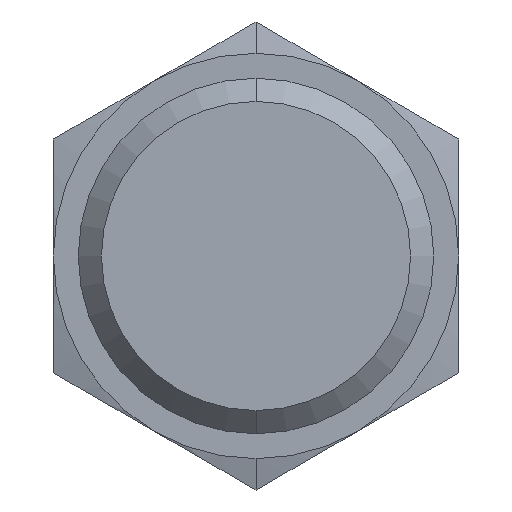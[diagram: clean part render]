
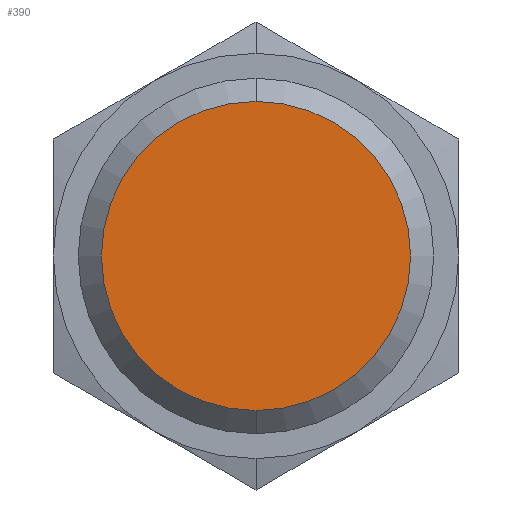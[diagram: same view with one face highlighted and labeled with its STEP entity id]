
A CAD part, front view. The second image highlights one B-rep face of the part: STEP entity #390.
In plain terms, the highlighted planar face has unit normal (0, -1, 0).
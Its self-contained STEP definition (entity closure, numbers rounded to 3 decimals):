
#302=CARTESIAN_POINT('',(-0.,0.,-5.723));
#303=VERTEX_POINT('',#302);
#310=CARTESIAN_POINT('',(0.,0.,5.723));
#311=VERTEX_POINT('',#310);
#312=CARTESIAN_POINT('',(0.,0.,0.));
#313=DIRECTION('',(-0.,-1.,-0.));
#314=DIRECTION('',(0.,-0.,1.));
#315=AXIS2_PLACEMENT_3D('',#312,#313,#314);
#316=CIRCLE('',#315,5.723);
#317=EDGE_CURVE('',#311,#303,#316,.T.);
#375=CARTESIAN_POINT('',(5.723,-0.,0.));
#376=DIRECTION('',(0.,1.,0.));
#377=DIRECTION('',(0.,0.,1.));
#378=AXIS2_PLACEMENT_3D('',#375,#376,#377);
#379=PLANE('',#378);
#380=CARTESIAN_POINT('',(0.,0.,0.));
#381=DIRECTION('',(-0.,-1.,-0.));
#382=DIRECTION('',(0.,-0.,1.));
#383=AXIS2_PLACEMENT_3D('',#380,#381,#382);
#384=CIRCLE('',#383,5.723);
#385=EDGE_CURVE('',#303,#311,#384,.T.);
#386=ORIENTED_EDGE('',*,*,#385,.T.);
#387=ORIENTED_EDGE('',*,*,#317,.T.);
#388=EDGE_LOOP('',(#386,#387));
#389=FACE_BOUND('',#388,.T.);
#390=ADVANCED_FACE('',(#389),#379,.F.);
